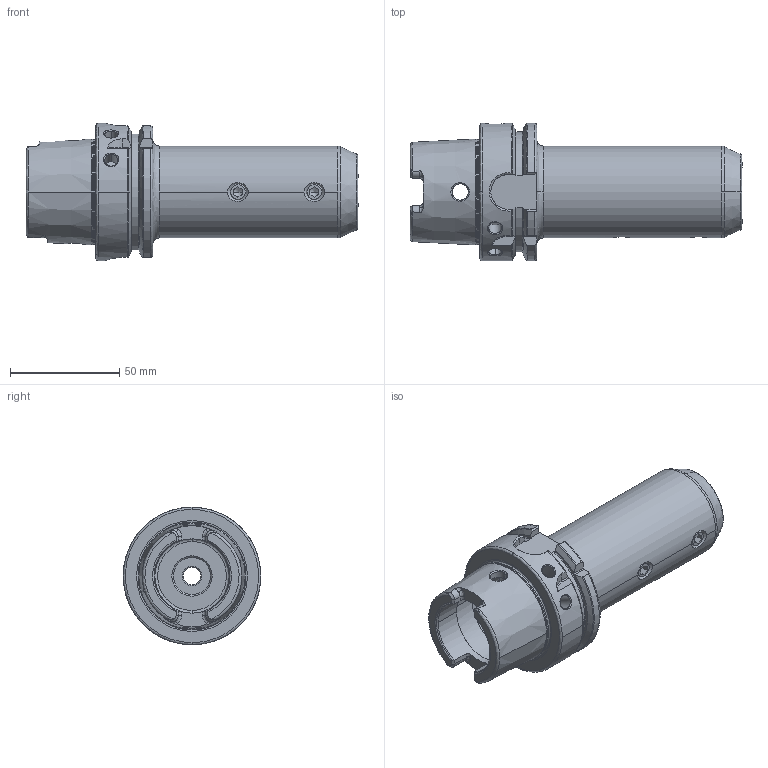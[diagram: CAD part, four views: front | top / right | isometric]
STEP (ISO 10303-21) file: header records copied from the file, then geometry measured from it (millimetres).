
FILE_DESCRIPTION (( 'STEP AP203' ), '1' );
FILE_NAME ('04-1417.STEP', '2024-03-05T23:08:00', ( '' ), ( '' ), 'SwSTEP 2.0', 'SolidWorks 2022', '' );
FILE_SCHEMA (( 'CONFIG_CONTROL_DESIGN' ));
Length unit declared in the file: inch
Products named in the file (3): 04-1417; HSK63A-SLN25-120-D42-HA; _X2_87BA9489_X0_ GB_T 77 M8 x 8
Assembly tree (3 placements, depth 2):
  04-1417
    HSK63A-SLN25-120-D42-HA
    _X2_87BA9489_X0_ GB_T 77 M8 x 8  x2
Bounding box: 152 x 63 x 63 mm (x, y, z)
Volume: 163424.2 mm3; surface area: 42259.4 mm2
Topology: 3 solids, 3 shells, 268 faces, 715 edges, 453 vertices
Faces by surface type: bspline 79, plane 74, cylinder 63, cone 52
Entity records: 14967 total; most frequent: CARTESIAN_POINT 8885, ORIENTED_EDGE 1346, DIRECTION 1027, EDGE_CURVE 673, VERTEX_POINT 428, AXIS2_PLACEMENT_3D 397, EDGE_LOOP 265, FACE_OUTER_BOUND 252
